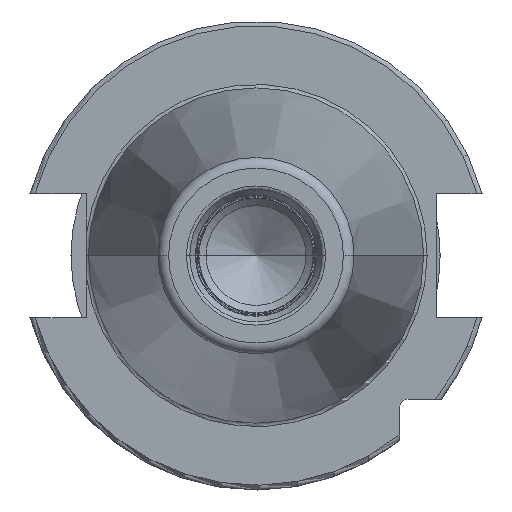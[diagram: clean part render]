
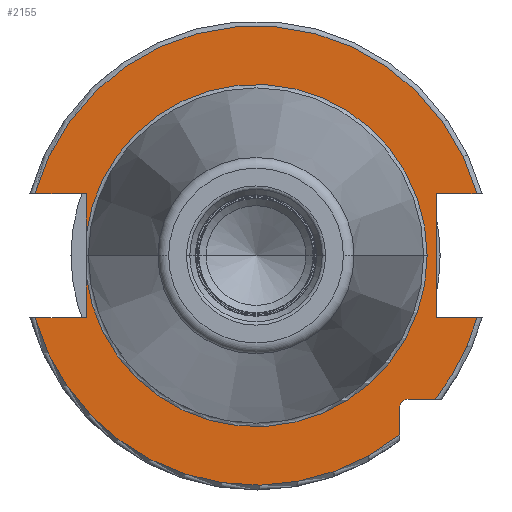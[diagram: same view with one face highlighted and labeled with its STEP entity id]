
A CAD part, left-side view. The second image highlights one B-rep face of the part: STEP entity #2155.
In plain terms, the highlighted planar face has unit normal (-1, 0, 0).
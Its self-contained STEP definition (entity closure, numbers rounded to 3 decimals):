
#117=CARTESIAN_POINT('',(3.2,0.,0.));
#118=DIRECTION('',(-1.,0.,0.));
#119=DIRECTION('',(0.,0.992,-0.124));
#120=AXIS2_PLACEMENT_3D('',#117,#118,#119);
#246=DIRECTION('',(0.,-1.,0.));
#247=VECTOR('',#246,5.654);
#248=CARTESIAN_POINT('',(3.2,-31.6,-29.85));
#249=LINE('',#248,#247);
#250=DIRECTION('',(0.,0.,1.));
#251=VECTOR('',#250,5.654);
#252=CARTESIAN_POINT('',(3.2,-29.85,-37.254));
#253=LINE('',#252,#251);
#254=CARTESIAN_POINT('',(3.2,0.,0.));
#255=DIRECTION('',(-1.,0.,0.));
#256=DIRECTION('',(0.,0.963,-0.27));
#257=AXIS2_PLACEMENT_3D('',#254,#255,#256);
#259=DIRECTION('',(0.,-1.,0.));
#260=VECTOR('',#259,10.661);
#261=CARTESIAN_POINT('',(3.2,45.961,-12.9));
#262=LINE('',#261,#260);
#263=DIRECTION('',(0.,0.,-1.));
#264=VECTOR('',#263,8.485);
#265=CARTESIAN_POINT('',(3.2,35.3,-4.415));
#266=LINE('',#265,#264);
#267=DIRECTION('',(0.,0.,-1.));
#268=VECTOR('',#267,8.485);
#269=CARTESIAN_POINT('',(3.2,35.3,12.9));
#270=LINE('',#269,#268);
#271=DIRECTION('',(0.,-1.,0.));
#272=VECTOR('',#271,10.661);
#273=CARTESIAN_POINT('',(3.2,45.961,12.9));
#274=LINE('',#273,#272);
#275=CARTESIAN_POINT('',(3.2,0.,0.));
#276=DIRECTION('',(1.,0.,0.));
#277=DIRECTION('',(0.,0.963,0.27));
#278=AXIS2_PLACEMENT_3D('',#275,#276,#277);
#280=DIRECTION('',(0.,1.,0.));
#281=VECTOR('',#280,8.461);
#282=CARTESIAN_POINT('',(3.2,-45.961,12.9));
#283=LINE('',#282,#281);
#284=DIRECTION('',(0.,0.,1.));
#285=VECTOR('',#284,25.8);
#286=CARTESIAN_POINT('',(3.2,-37.5,-12.9));
#287=LINE('',#286,#285);
#288=DIRECTION('',(0.,1.,0.));
#289=VECTOR('',#288,8.461);
#290=CARTESIAN_POINT('',(3.2,-45.961,-12.9));
#291=LINE('',#290,#289);
#292=CARTESIAN_POINT('',(3.2,0.,0.));
#293=DIRECTION('',(-1.,0.,0.));
#294=DIRECTION('',(0.,-0.78,-0.625));
#295=AXIS2_PLACEMENT_3D('',#292,#293,#294);
#306=CARTESIAN_POINT('',(3.2,-31.6,-31.6));
#307=DIRECTION('',(1.,0.,0.));
#308=DIRECTION('',(0.,1.,0.));
#309=AXIS2_PLACEMENT_3D('',#306,#307,#308);
#472=CARTESIAN_POINT('',(3.2,-37.254,-29.85));
#961=CARTESIAN_POINT('',(3.2,0.,0.));
#962=DIRECTION('',(1.,0.,0.));
#963=DIRECTION('',(0.,0.992,0.124));
#964=AXIS2_PLACEMENT_3D('',#961,#962,#963);
#1498=CARTESIAN_POINT('',(3.2,-35.575,0.));
#1500=VERTEX_POINT('',#1498);
#1616=CARTESIAN_POINT('',(3.2,45.961,12.9));
#1617=CARTESIAN_POINT('',(3.2,35.3,12.9));
#1618=VERTEX_POINT('',#1616);
#1619=VERTEX_POINT('',#1617);
#1620=CARTESIAN_POINT('',(3.2,35.3,4.415));
#1621=VERTEX_POINT('',#1620);
#1622=CARTESIAN_POINT('',(3.2,35.3,-4.415));
#1623=CARTESIAN_POINT('',(3.2,35.3,-12.9));
#1624=VERTEX_POINT('',#1622);
#1625=VERTEX_POINT('',#1623);
#1626=CARTESIAN_POINT('',(3.2,45.961,-12.9));
#1627=VERTEX_POINT('',#1626);
#1628=CARTESIAN_POINT('',(3.2,-45.961,-12.9));
#1629=CARTESIAN_POINT('',(3.2,-37.5,-12.9));
#1630=VERTEX_POINT('',#1628);
#1631=VERTEX_POINT('',#1629);
#1632=CARTESIAN_POINT('',(3.2,-37.5,12.9));
#1633=VERTEX_POINT('',#1632);
#1634=CARTESIAN_POINT('',(3.2,-45.961,12.9));
#1635=VERTEX_POINT('',#1634);
#1671=CARTESIAN_POINT('',(3.2,-29.85,-37.254));
#1672=VERTEX_POINT('',#1671);
#1677=CARTESIAN_POINT('',(3.2,-29.85,-31.6));
#1678=CARTESIAN_POINT('',(3.2,-31.6,-29.85));
#1679=VERTEX_POINT('',#1677);
#1680=VERTEX_POINT('',#1678);
#1699=VERTEX_POINT('',#472);
#2124=CARTESIAN_POINT('',(3.2,0.,0.));
#2125=DIRECTION('',(1.,0.,0.));
#2126=DIRECTION('',(0.,-1.,0.));
#2127=AXIS2_PLACEMENT_3D('',#2124,#2125,#2126);
#2128=PLANE('',#2127);
#2130=ORIENTED_EDGE('',*,*,#2129,.F.);
#2132=ORIENTED_EDGE('',*,*,#2131,.F.);
#2134=ORIENTED_EDGE('',*,*,#2133,.F.);
#2136=ORIENTED_EDGE('',*,*,#2135,.F.);
#2137=ORIENTED_EDGE('',*,*,#1975,.T.);
#2138=ORIENTED_EDGE('',*,*,#1962,.F.);
#2139=ORIENTED_EDGE('',*,*,#1925,.T.);
#2141=ORIENTED_EDGE('',*,*,#2140,.F.);
#2142=ORIENTED_EDGE('',*,*,#1957,.F.);
#2144=ORIENTED_EDGE('',*,*,#2143,.F.);
#2146=ORIENTED_EDGE('',*,*,#2145,.T.);
#2147=ORIENTED_EDGE('',*,*,#2097,.T.);
#2148=ORIENTED_EDGE('',*,*,#2085,.F.);
#2150=ORIENTED_EDGE('',*,*,#2149,.F.);
#2152=ORIENTED_EDGE('',*,*,#2151,.F.);
#2153=EDGE_LOOP('',(#2130,#2132,#2134,#2136,#2137,#2138,#2139,#2141,#2142,#2144,
#2146,#2147,#2148,#2150,#2152));
#2154=FACE_OUTER_BOUND('',#2153,.F.);
#2155=ADVANCED_FACE('',(#2154),#2128,.F.);
#121=CIRCLE('',#120,35.575);
#258=CIRCLE('',#257,47.738);
#279=CIRCLE('',#278,47.738);
#296=CIRCLE('',#295,47.738);
#310=CIRCLE('',#309,1.75);
#965=CIRCLE('',#964,35.575);
#1925=EDGE_CURVE('',#1624,#1500,#121,.T.);
#1957=EDGE_CURVE('',#1619,#1621,#270,.T.);
#1962=EDGE_CURVE('',#1624,#1625,#266,.T.);
#1975=EDGE_CURVE('',#1627,#1625,#262,.T.);
#2085=EDGE_CURVE('',#1631,#1633,#287,.T.);
#2097=EDGE_CURVE('',#1635,#1633,#283,.T.);
#2129=EDGE_CURVE('',#1680,#1699,#249,.T.);
#2131=EDGE_CURVE('',#1679,#1680,#310,.T.);
#2133=EDGE_CURVE('',#1672,#1679,#253,.T.);
#2135=EDGE_CURVE('',#1627,#1672,#258,.T.);
#2140=EDGE_CURVE('',#1621,#1500,#965,.T.);
#2143=EDGE_CURVE('',#1618,#1619,#274,.T.);
#2145=EDGE_CURVE('',#1618,#1635,#279,.T.);
#2149=EDGE_CURVE('',#1630,#1631,#291,.T.);
#2151=EDGE_CURVE('',#1699,#1630,#296,.T.);
